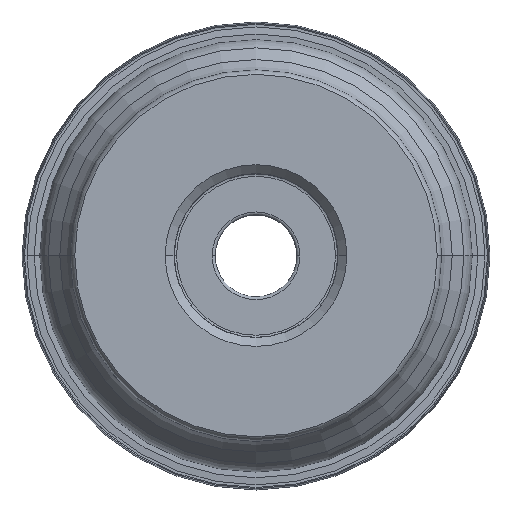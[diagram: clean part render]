
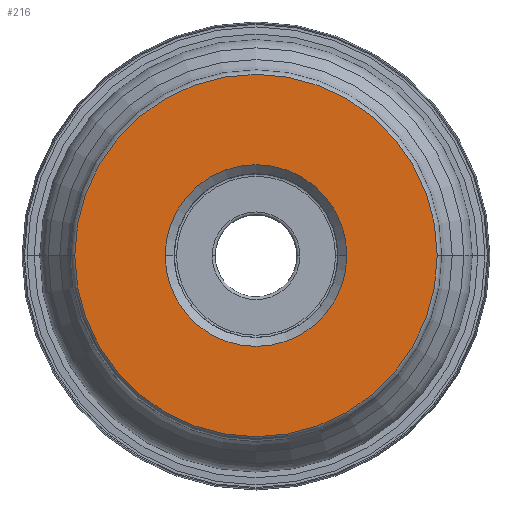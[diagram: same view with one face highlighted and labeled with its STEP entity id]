
A CAD part, top view. The second image highlights one B-rep face of the part: STEP entity #216.
In plain terms, the highlighted planar face has unit normal (0, 0, 1).
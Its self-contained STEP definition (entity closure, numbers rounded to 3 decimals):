
#64=PLANE('',#1842);
#75=FACE_BOUND('',#423,.T.);
#76=FACE_BOUND('',#424,.T.);
#216=ADVANCED_FACE('',(#75,#76),#64,.T.);
#423=EDGE_LOOP('',(#991,#992,#993,#994));
#424=EDGE_LOOP('',(#995,#996,#997,#998));
#567=CIRCLE('',#1832,12.235);
#568=CIRCLE('',#1833,12.235);
#569=CIRCLE('',#1835,12.235);
#570=CIRCLE('',#1836,12.235);
#571=CIRCLE('',#1838,24.4);
#572=CIRCLE('',#1839,24.4);
#573=CIRCLE('',#1840,24.4);
#574=CIRCLE('',#1841,24.4);
#991=ORIENTED_EDGE('',*,*,#1389,.T.);
#992=ORIENTED_EDGE('',*,*,#1390,.T.);
#993=ORIENTED_EDGE('',*,*,#1391,.F.);
#994=ORIENTED_EDGE('',*,*,#1392,.F.);
#995=ORIENTED_EDGE('',*,*,#1387,.T.);
#996=ORIENTED_EDGE('',*,*,#1385,.T.);
#997=ORIENTED_EDGE('',*,*,#1384,.T.);
#998=ORIENTED_EDGE('',*,*,#1388,.T.);
#1167=VERTEX_POINT('',#2880);
#1168=VERTEX_POINT('',#2882);
#1169=VERTEX_POINT('',#2884);
#1170=VERTEX_POINT('',#2888);
#1171=VERTEX_POINT('',#2892);
#1172=VERTEX_POINT('',#2893);
#1173=VERTEX_POINT('',#2895);
#1174=VERTEX_POINT('',#2897);
#1384=EDGE_CURVE('',#1168,#1167,#567,.T.);
#1385=EDGE_CURVE('',#1169,#1168,#568,.T.);
#1387=EDGE_CURVE('',#1170,#1169,#569,.T.);
#1388=EDGE_CURVE('',#1167,#1170,#570,.T.);
#1389=EDGE_CURVE('',#1171,#1172,#571,.T.);
#1390=EDGE_CURVE('',#1172,#1173,#572,.T.);
#1391=EDGE_CURVE('',#1174,#1173,#573,.T.);
#1392=EDGE_CURVE('',#1171,#1174,#574,.T.);
#1832=AXIS2_PLACEMENT_3D('',#2881,#2388,#2389);
#1833=AXIS2_PLACEMENT_3D('',#2883,#2390,#2391);
#1835=AXIS2_PLACEMENT_3D('',#2887,#2395,#2396);
#1836=AXIS2_PLACEMENT_3D('',#2889,#2397,#2398);
#1838=AXIS2_PLACEMENT_3D('',#2891,#2401,#2402);
#1839=AXIS2_PLACEMENT_3D('',#2894,#2403,#2404);
#1840=AXIS2_PLACEMENT_3D('',#2896,#2405,#2406);
#1841=AXIS2_PLACEMENT_3D('',#2898,#2407,#2408);
#1842=AXIS2_PLACEMENT_3D('',#2899,#2409,#2410);
#2388=DIRECTION('',(0.,0.,-1.));
#2389=DIRECTION('',(0.,-1.,0.));
#2390=DIRECTION('',(0.,0.,-1.));
#2391=DIRECTION('',(1.,0.,0.));
#2395=DIRECTION('',(0.,0.,-1.));
#2396=DIRECTION('',(0.,1.,0.));
#2397=DIRECTION('',(0.,0.,-1.));
#2398=DIRECTION('',(-1.,0.,0.));
#2401=DIRECTION('',(0.,0.,1.));
#2402=DIRECTION('',(-1.,0.,0.));
#2403=DIRECTION('',(0.,0.,1.));
#2404=DIRECTION('',(-1.,0.,0.));
#2405=DIRECTION('',(0.,0.,-1.));
#2406=DIRECTION('',(1.,0.,0.));
#2407=DIRECTION('',(0.,0.,-1.));
#2408=DIRECTION('',(1.,0.,0.));
#2409=DIRECTION('',(0.,0.,1.));
#2410=DIRECTION('',(0.,1.,0.));
#2880=CARTESIAN_POINT('',(-12.235,0.,0.));
#2881=CARTESIAN_POINT('',(0.,0.,0.));
#2882=CARTESIAN_POINT('',(0.,-12.235,0.));
#2883=CARTESIAN_POINT('',(0.,0.,0.));
#2884=CARTESIAN_POINT('',(12.235,0.,0.));
#2887=CARTESIAN_POINT('',(0.,0.,0.));
#2888=CARTESIAN_POINT('',(0.,12.235,0.));
#2889=CARTESIAN_POINT('',(0.,0.,0.));
#2891=CARTESIAN_POINT('',(0.,0.,0.));
#2892=CARTESIAN_POINT('',(-24.4,0.021,0.));
#2893=CARTESIAN_POINT('',(-24.4,0.,0.));
#2894=CARTESIAN_POINT('',(0.,0.,0.));
#2895=CARTESIAN_POINT('',(24.4,-0.021,0.));
#2896=CARTESIAN_POINT('',(0.,0.,0.));
#2897=CARTESIAN_POINT('',(24.4,0.,0.));
#2898=CARTESIAN_POINT('',(0.,0.,0.));
#2899=CARTESIAN_POINT('',(0.,0.,0.));
